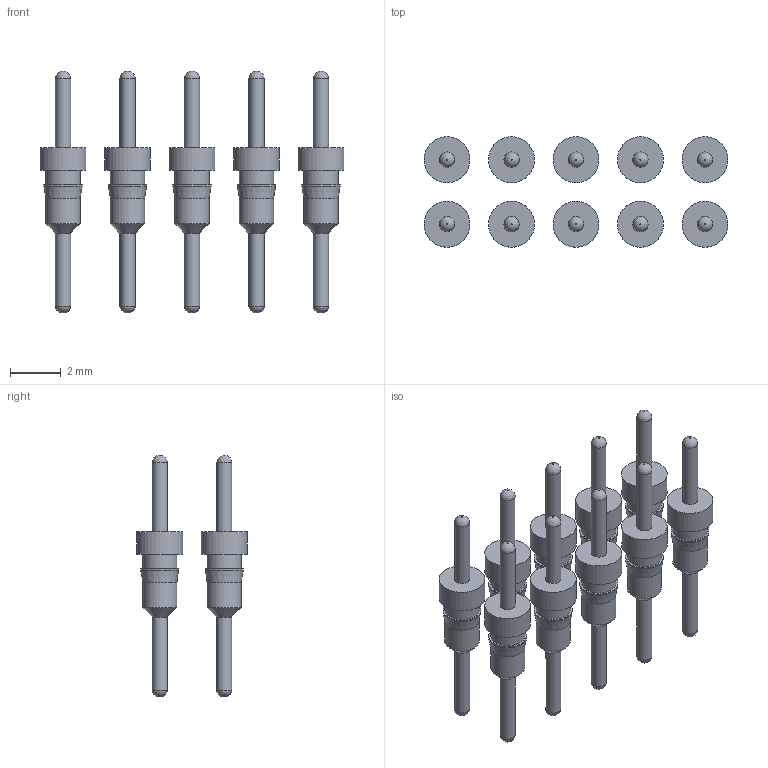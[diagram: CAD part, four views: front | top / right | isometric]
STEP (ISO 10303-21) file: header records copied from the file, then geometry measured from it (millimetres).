
FILE_DESCRIPTION(('FreeCAD Model'),'2;1');
FILE_NAME('1x02_L10.step','2016-11-21T17:57:29',('Author'),(''), 'Open CASCADE STEP processor 6.8','FreeCAD','Unknown');
FILE_SCHEMA(('AUTOMOTIVE_DESIGN_CC2 { 1 2 10303 214 -1 1 5 4 }'));
Length unit declared in the file: millimetre
Products named in the file (2): ASSEMBLY; 1x02_L10
Assembly tree (1 placements, depth 2):
  ASSEMBLY
    1x02_L10
Bounding box: 11.97 x 4.35 x 9.5 mm (x, y, z)
Volume: 74 mm3; surface area: 312 mm2
Topology: 10 solids, 10 shells, 150 faces, 240 edges, 140 vertices
Faces by surface type: cylinder 60, plane 50, revolution 20, cone 20
Full cylindrical faces by diameter (mm): 0.6 x20, 1.35 x20, 1.5 x10, 1.81 x10
Entity records: 6806 total; most frequent: CARTESIAN_POINT 1672, DIRECTION 944, ORIENTED_EDGE 480, PCURVE 480, DEFINITIONAL_REPRESENTATION 480, LINE 320, VECTOR 320, AXIS2_PLACEMENT_3D 292
